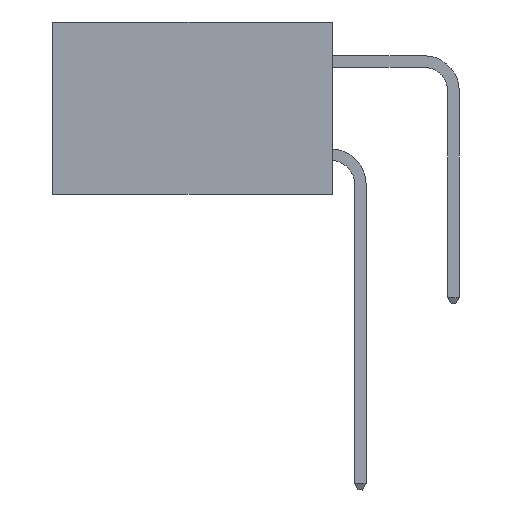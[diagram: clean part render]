
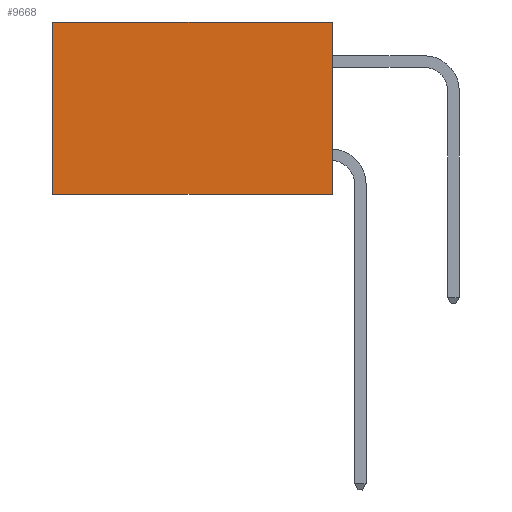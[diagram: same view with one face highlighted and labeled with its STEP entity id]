
A CAD part, left-side view. The second image highlights one B-rep face of the part: STEP entity #9668.
In plain terms, the highlighted planar face has unit normal (-1, 0, 0).
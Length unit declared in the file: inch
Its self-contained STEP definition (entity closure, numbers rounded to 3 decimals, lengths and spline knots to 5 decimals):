
#386 = ORIENTED_EDGE ( 'NONE', *, *, #16303, .T. ) ;
#483 = CARTESIAN_POINT ( 'NONE',  ( 0.2615, 0.6, -0.37 ) ) ;
#1120 = FACE_OUTER_BOUND ( 'NONE', #17013, .T. ) ;
#3141 = DIRECTION ( 'NONE',  ( 0., 1., 0. ) ) ;
#4130 = VECTOR ( 'NONE', #14705, 39.37008 ) ;
#5177 = LINE ( 'NONE', #24968, #9435 ) ;
#5249 = EDGE_CURVE ( 'NONE', #22997, #21005, #5177, .T. ) ;
#5635 = DIRECTION ( 'NONE',  ( 0., 0., -1. ) ) ;
#5670 = CARTESIAN_POINT ( 'NONE',  ( 0.2615, 0., -0.37 ) ) ;
#6648 = EDGE_CURVE ( 'NONE', #10403, #22997, #11732, .T. ) ;
#7186 = AXIS2_PLACEMENT_3D ( 'NONE', #12000, #16921, #5635 ) ;
#7317 = DIRECTION ( 'NONE',  ( 0., 0., -1. ) ) ;
#7466 = VERTEX_POINT ( 'NONE', #17687 ) ;
#8091 = ORIENTED_EDGE ( 'NONE', *, *, #5249, .F. ) ;
#9435 = VECTOR ( 'NONE', #3141, 39.37008 ) ;
#9668 = ADVANCED_FACE ( 'NONE', ( #1120 ), #16642, .F. ) ;
#10403 = VERTEX_POINT ( 'NONE', #18126 ) ;
#11732 = LINE ( 'NONE', #18249, #25610 ) ;
#11791 = CARTESIAN_POINT ( 'NONE',  ( 0.2615, 0.6, -0.37 ) ) ;
#12000 = CARTESIAN_POINT ( 'NONE',  ( 0.2615, 0., -0.37 ) ) ;
#13335 = CARTESIAN_POINT ( 'NONE',  ( 0.2615, 0., 0. ) ) ;
#14705 = DIRECTION ( 'NONE',  ( 0., 1., 0. ) ) ;
#16303 = EDGE_CURVE ( 'NONE', #10403, #7466, #24293, .T. ) ;
#16642 = PLANE ( 'NONE',  #7186 ) ;
#16921 = DIRECTION ( 'NONE',  ( 1., 0., 0. ) ) ;
#17013 = EDGE_LOOP ( 'NONE', ( #17513, #8091, #17188, #386 ) ) ;
#17188 = ORIENTED_EDGE ( 'NONE', *, *, #6648, .F. ) ;
#17513 = ORIENTED_EDGE ( 'NONE', *, *, #26478, .T. ) ;
#17687 = CARTESIAN_POINT ( 'NONE',  ( 0.2615, 0.6, 0. ) ) ;
#18126 = CARTESIAN_POINT ( 'NONE',  ( 0.2615, 0., 0. ) ) ;
#18249 = CARTESIAN_POINT ( 'NONE',  ( 0.2615, 0., -0.37 ) ) ;
#19520 = VECTOR ( 'NONE', #7317, 39.37008 ) ;
#20116 = DIRECTION ( 'NONE',  ( 0., 0., -1. ) ) ;
#21005 = VERTEX_POINT ( 'NONE', #483 ) ;
#22997 = VERTEX_POINT ( 'NONE', #5670 ) ;
#24293 = LINE ( 'NONE', #13335, #4130 ) ;
#24968 = CARTESIAN_POINT ( 'NONE',  ( 0.2615, 0., -0.37 ) ) ;
#25610 = VECTOR ( 'NONE', #20116, 39.37008 ) ;
#26478 = EDGE_CURVE ( 'NONE', #7466, #21005, #27105, .T. ) ;
#27105 = LINE ( 'NONE', #11791, #19520 ) ;
